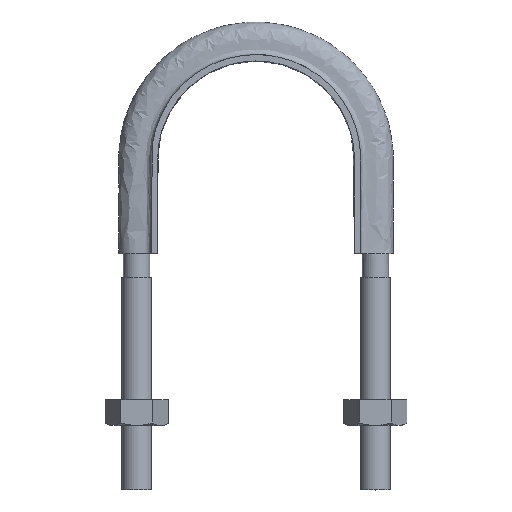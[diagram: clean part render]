
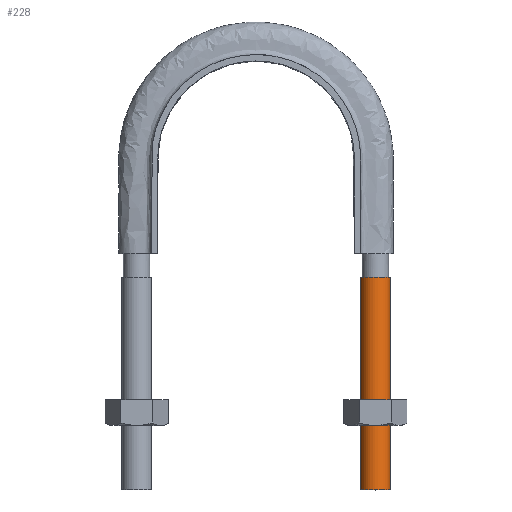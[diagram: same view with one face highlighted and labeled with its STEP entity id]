
A CAD part, top view. The second image highlights one B-rep face of the part: STEP entity #228.
In plain terms, the highlighted cylindrical face has radius 4.6 mm (diameter 9.2 mm), a full revolution.
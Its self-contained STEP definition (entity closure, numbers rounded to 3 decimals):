
#228 = ADVANCED_FACE( '', ( #318, #319 ), #320, .T. );
#318 = FACE_OUTER_BOUND( '', #1166, .T. );
#319 = FACE_OUTER_BOUND( '', #1167, .T. );
#320 = CYLINDRICAL_SURFACE( '', #1168, 4.6 );
#1166 = EDGE_LOOP( '', ( #1539 ) );
#1167 = EDGE_LOOP( '', ( #1540 ) );
#1168 = AXIS2_PLACEMENT_3D( '', #1541, #1542, #1543 );
#1539 = ORIENTED_EDGE( '', *, *, #2027, .T. );
#1540 = ORIENTED_EDGE( '', *, *, #2028, .F. );
#1541 = CARTESIAN_POINT( '', ( 37., 66., 0. ) );
#1542 = DIRECTION( '', ( 0., 1., 0. ) );
#1543 = DIRECTION( '', ( 1., 0., 0. ) );
#2027 = EDGE_CURVE( '', #2199, #2199, #2200, .T. );
#2028 = EDGE_CURVE( '', #2201, #2201, #2202, .T. );
#2199 = VERTEX_POINT( '', #2657 );
#2200 = CIRCLE( '', #2658, 4.6 );
#2201 = VERTEX_POINT( '', #2659 );
#2202 = CIRCLE( '', #2660, 4.6 );
#2657 = CARTESIAN_POINT( '', ( 41.6, 66., 0. ) );
#2658 = AXIS2_PLACEMENT_3D( '', #3091, #3092, #3093 );
#2659 = CARTESIAN_POINT( '', ( 41.6, 0., 0. ) );
#2660 = AXIS2_PLACEMENT_3D( '', #3094, #3095, #3096 );
#3091 = CARTESIAN_POINT( '', ( 37., 66., 0. ) );
#3092 = DIRECTION( '', ( 0., -1., 0. ) );
#3093 = DIRECTION( '', ( 1., 0., 0. ) );
#3094 = CARTESIAN_POINT( '', ( 37., 0., 0. ) );
#3095 = DIRECTION( '', ( 0., -1., 0. ) );
#3096 = DIRECTION( '', ( 1., 0., 0. ) );
